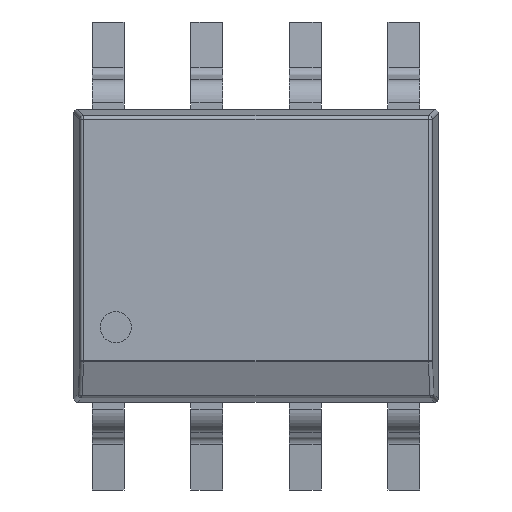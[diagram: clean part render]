
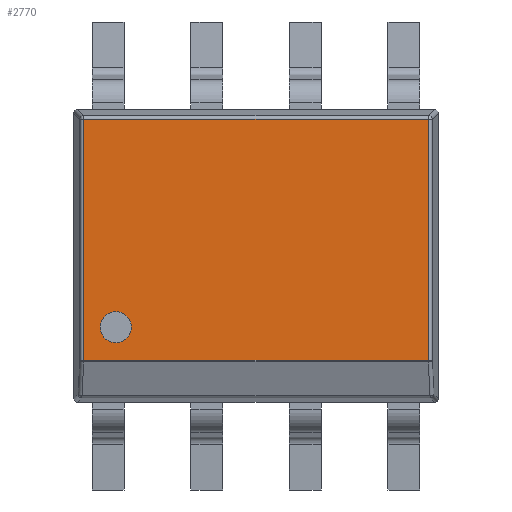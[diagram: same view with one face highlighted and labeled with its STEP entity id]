
A CAD part, top view. The second image highlights one B-rep face of the part: STEP entity #2770.
In plain terms, the highlighted planar face has unit normal (0, 0, 1).
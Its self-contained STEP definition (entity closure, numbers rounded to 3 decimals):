
#66 = FACE_OUTER_BOUND ( 'NONE', #4375, .T. ) ;
#143 = LINE ( 'NONE', #1680, #5424 ) ;
#188 = LINE ( 'NONE', #4345, #1592 ) ;
#290 = EDGE_CURVE ( 'NONE', #3342, #3683, #519, .T. ) ;
#519 = CIRCLE ( 'NONE', #5103, 0.2 ) ;
#586 = CARTESIAN_POINT ( 'NONE',  ( -1.806, -0.919, 1.7 ) ) ;
#691 = CARTESIAN_POINT ( 'NONE',  ( -1.806, -0.919, 1.7 ) ) ;
#874 = VECTOR ( 'NONE', #3542, 1000. ) ;
#905 = EDGE_CURVE ( 'NONE', #3066, #1266, #188, .T. ) ;
#944 = LINE ( 'NONE', #1005, #874 ) ;
#1005 = CARTESIAN_POINT ( 'NONE',  ( 2.219, 0., 1.7 ) ) ;
#1082 = DIRECTION ( 'NONE',  ( 1., 0., 0. ) ) ;
#1266 = VERTEX_POINT ( 'NONE', #4004 ) ;
#1302 = VECTOR ( 'NONE', #1082, 1000. ) ;
#1443 = CARTESIAN_POINT ( 'NONE',  ( -2.219, 1.757, 1.7 ) ) ;
#1488 = DIRECTION ( 'NONE',  ( 1., 0., 0. ) ) ;
#1592 = VECTOR ( 'NONE', #3797, 1000. ) ;
#1680 = CARTESIAN_POINT ( 'NONE',  ( -2.219, 0., 1.7 ) ) ;
#1889 = CARTESIAN_POINT ( 'NONE',  ( -2.006, -0.919, 1.7 ) ) ;
#1996 = EDGE_CURVE ( 'NONE', #5920, #3002, #3185, .T. ) ;
#2114 = DIRECTION ( 'NONE',  ( -1., 0., 0. ) ) ;
#2126 = DIRECTION ( 'NONE',  ( 0., 1., 0. ) ) ;
#2212 = ORIENTED_EDGE ( 'NONE', *, *, #905, .F. ) ;
#2300 = ORIENTED_EDGE ( 'NONE', *, *, #290, .F. ) ;
#2634 = CARTESIAN_POINT ( 'NONE',  ( 2.219, -1.348, 1.7 ) ) ;
#2680 = FACE_BOUND ( 'NONE', #3885, .T. ) ;
#2729 = EDGE_CURVE ( 'NONE', #3002, #3066, #944, .T. ) ;
#2747 = DIRECTION ( 'NONE',  ( 0., 0., -1. ) ) ;
#2770 = ADVANCED_FACE ( 'NONE', ( #66, #2680 ), #5645, .F. ) ;
#2863 = ORIENTED_EDGE ( 'NONE', *, *, #2729, .F. ) ;
#3002 = VERTEX_POINT ( 'NONE', #6498 ) ;
#3066 = VERTEX_POINT ( 'NONE', #2634 ) ;
#3185 = LINE ( 'NONE', #4621, #1302 ) ;
#3342 = VERTEX_POINT ( 'NONE', #4288 ) ;
#3492 = DIRECTION ( 'NONE',  ( 0., 0., 1. ) ) ;
#3502 = DIRECTION ( 'NONE',  ( 1., 0., 0. ) ) ;
#3542 = DIRECTION ( 'NONE',  ( 0., -1., 0. ) ) ;
#3580 = AXIS2_PLACEMENT_3D ( 'NONE', #586, #3492, #1488 ) ;
#3683 = VERTEX_POINT ( 'NONE', #1889 ) ;
#3797 = DIRECTION ( 'NONE',  ( -1., 0., 0. ) ) ;
#3885 = EDGE_LOOP ( 'NONE', ( #2300, #6342 ) ) ;
#4004 = CARTESIAN_POINT ( 'NONE',  ( -2.219, -1.348, 1.7 ) ) ;
#4100 = DIRECTION ( 'NONE',  ( 0., 0., 1. ) ) ;
#4288 = CARTESIAN_POINT ( 'NONE',  ( -1.606, -0.919, 1.7 ) ) ;
#4345 = CARTESIAN_POINT ( 'NONE',  ( 0., -1.348, 1.7 ) ) ;
#4375 = EDGE_LOOP ( 'NONE', ( #2863, #4681, #4584, #2212 ) ) ;
#4486 = EDGE_CURVE ( 'NONE', #3683, #3342, #6456, .T. ) ;
#4502 = AXIS2_PLACEMENT_3D ( 'NONE', #4749, #2747, #2114 ) ;
#4584 = ORIENTED_EDGE ( 'NONE', *, *, #5765, .F. ) ;
#4621 = CARTESIAN_POINT ( 'NONE',  ( 0., 1.757, 1.7 ) ) ;
#4681 = ORIENTED_EDGE ( 'NONE', *, *, #1996, .F. ) ;
#4749 = CARTESIAN_POINT ( 'NONE',  ( 0., 0., 1.7 ) ) ;
#5103 = AXIS2_PLACEMENT_3D ( 'NONE', #691, #4100, #3502 ) ;
#5424 = VECTOR ( 'NONE', #2126, 1000. ) ;
#5645 = PLANE ( 'NONE',  #4502 ) ;
#5765 = EDGE_CURVE ( 'NONE', #1266, #5920, #143, .T. ) ;
#5920 = VERTEX_POINT ( 'NONE', #1443 ) ;
#6342 = ORIENTED_EDGE ( 'NONE', *, *, #4486, .F. ) ;
#6456 = CIRCLE ( 'NONE', #3580, 0.2 ) ;
#6498 = CARTESIAN_POINT ( 'NONE',  ( 2.219, 1.757, 1.7 ) ) ;
